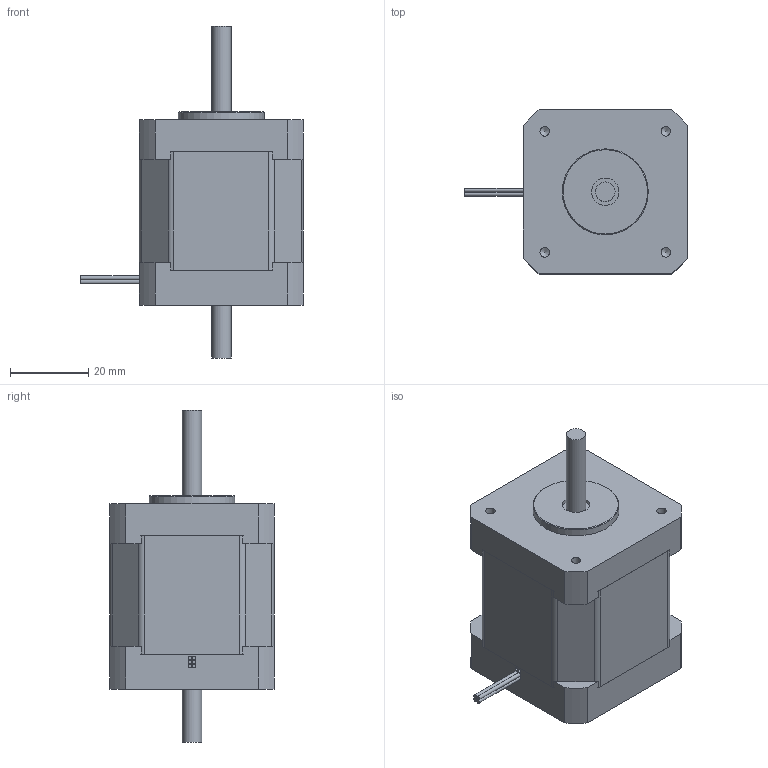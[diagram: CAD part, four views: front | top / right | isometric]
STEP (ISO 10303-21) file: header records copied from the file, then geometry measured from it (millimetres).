
FILE_DESCRIPTION(/* description */ (''),/* implementation_level */ '2;1');
FILE_NAME(/* name */ 'ST4209L1704-B.stp',/* time_stamp */ '2017-08-23T14:47:00+02:00',/* author */ ('angelika.schneid'),/* organization */ (''),/* preprocessor_version */ 'ST-DEVELOPER v16.5',/* originating_system */ 'Autodesk Inventor 2017',/* authorisation */ '');
FILE_SCHEMA (('AUTOMOTIVE_DESIGN { 1 0 10303 214 3 1 1 }'));
Length unit declared in the file: millimetre
Products named in the file (1): ST4209L1704-B
Bounding box: 57 x 42 x 85 mm (x, y, z)
Volume: 80967.3 mm3; surface area: 20009.1 mm2
Topology: 13 solids, 13 shells, 187 faces, 398 edges, 246 vertices
Faces by surface type: plane 94, cylinder 66, cone 19, torus 8
Full cylindrical faces by diameter (mm): 2.013 x2, 2.224 x4, 2.459 x4, 2.5 x4, 2.7 x4, 5 x3, 6 x4, 7 x1, 10 x1, 22 x1
Entity records: 4900 total; most frequent: DIRECTION 893, CARTESIAN_POINT 755, ORIENTED_EDGE 694, AXIS2_PLACEMENT_3D 369, EDGE_CURVE 336, EDGE_LOOP 255, VERTEX_POINT 231, FACE_OUTER_BOUND 187
